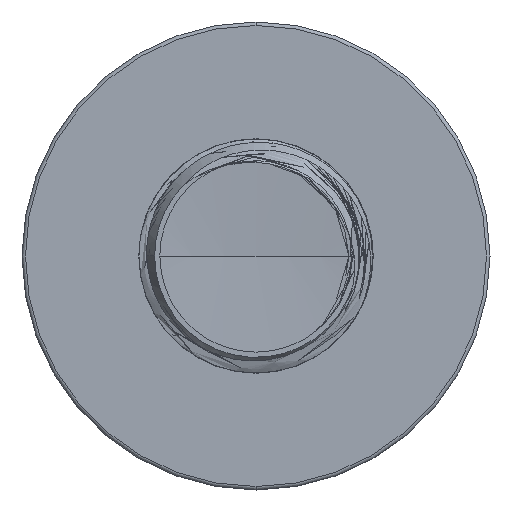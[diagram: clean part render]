
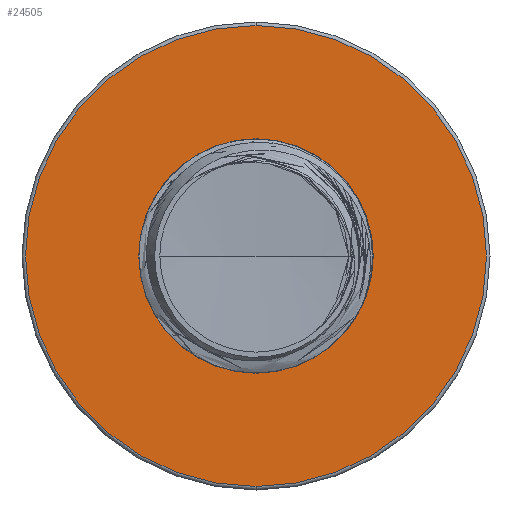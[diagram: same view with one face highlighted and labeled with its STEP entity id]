
A CAD part, front view. The second image highlights one B-rep face of the part: STEP entity #24505.
In plain terms, the highlighted planar face has unit normal (0, -1, 0).
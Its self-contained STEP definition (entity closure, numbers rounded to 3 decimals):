
#246 = AXIS2_PLACEMENT_3D ( 'NONE', #5759, #5791, #5712 ) ;
#268 = VERTEX_POINT ( 'NONE', #27093 ) ;
#294 = PLANE ( 'NONE',  #5989 ) ;
#923 = DIRECTION ( 'NONE',  ( 0., 0., -1. ) ) ;
#975 = DIRECTION ( 'NONE',  ( 0., -1., 0. ) ) ;
#994 = EDGE_CURVE ( 'NONE', #268, #15548, #20306, .T. ) ;
#1001 = CARTESIAN_POINT ( 'NONE',  ( 0., 12.5, 0. ) ) ;
#1103 = EDGE_LOOP ( 'NONE', ( #32967, #33269 ) ) ;
#2633 = CIRCLE ( 'NONE', #27459, 3.447 ) ;
#2705 = EDGE_LOOP ( 'NONE', ( #32095, #32855 ) ) ;
#2886 = DIRECTION ( 'NONE',  ( 0., 0., -1. ) ) ;
#3806 = VERTEX_POINT ( 'NONE', #9778 ) ;
#4892 = CARTESIAN_POINT ( 'NONE',  ( 0., 12.5, 3.447 ) ) ;
#5712 = DIRECTION ( 'NONE',  ( 0., 0., -1. ) ) ;
#5759 = CARTESIAN_POINT ( 'NONE',  ( 0., 12.5, 0. ) ) ;
#5791 = DIRECTION ( 'NONE',  ( 0., -1., 0. ) ) ;
#5989 = AXIS2_PLACEMENT_3D ( 'NONE', #28328, #20287, #2886 ) ;
#6992 = FACE_OUTER_BOUND ( 'NONE', #2705, .T. ) ;
#8392 = EDGE_CURVE ( 'NONE', #33910, #3806, #20238, .T. ) ;
#9778 = CARTESIAN_POINT ( 'NONE',  ( 0., 12.5, -3.447 ) ) ;
#9823 = CIRCLE ( 'NONE', #23313, 1.754 ) ;
#15548 = VERTEX_POINT ( 'NONE', #16328 ) ;
#16328 = CARTESIAN_POINT ( 'NONE',  ( 0., 12.5, -1.754 ) ) ;
#18237 = DIRECTION ( 'NONE',  ( 0., 0., -1. ) ) ;
#18281 = DIRECTION ( 'NONE',  ( 0., -1., 0. ) ) ;
#18410 = CARTESIAN_POINT ( 'NONE',  ( 0., 12.5, 0. ) ) ;
#18973 = DIRECTION ( 'NONE',  ( 0., 0., -1. ) ) ;
#18981 = DIRECTION ( 'NONE',  ( 0., -1., 0. ) ) ;
#19003 = CARTESIAN_POINT ( 'NONE',  ( 0., 12.5, 0. ) ) ;
#19608 = EDGE_CURVE ( 'NONE', #15548, #268, #9823, .T. ) ;
#20238 = CIRCLE ( 'NONE', #32148, 3.447 ) ;
#20287 = DIRECTION ( 'NONE',  ( 0., -1., 0. ) ) ;
#20306 = CIRCLE ( 'NONE', #246, 1.754 ) ;
#21412 = EDGE_CURVE ( 'NONE', #3806, #33910, #2633, .T. ) ;
#22517 = FACE_BOUND ( 'NONE', #1103, .T. ) ;
#23313 = AXIS2_PLACEMENT_3D ( 'NONE', #19003, #18981, #18973 ) ;
#24505 = ADVANCED_FACE ( 'NONE', ( #6992, #22517 ), #294, .T. ) ;
#27093 = CARTESIAN_POINT ( 'NONE',  ( 0., 12.5, 1.754 ) ) ;
#27459 = AXIS2_PLACEMENT_3D ( 'NONE', #1001, #975, #923 ) ;
#28328 = CARTESIAN_POINT ( 'NONE',  ( 0., 12.5, 1.754 ) ) ;
#32095 = ORIENTED_EDGE ( 'NONE', *, *, #21412, .T. ) ;
#32148 = AXIS2_PLACEMENT_3D ( 'NONE', #18410, #18281, #18237 ) ;
#32855 = ORIENTED_EDGE ( 'NONE', *, *, #8392, .T. ) ;
#32967 = ORIENTED_EDGE ( 'NONE', *, *, #19608, .F. ) ;
#33269 = ORIENTED_EDGE ( 'NONE', *, *, #994, .F. ) ;
#33910 = VERTEX_POINT ( 'NONE', #4892 ) ;
